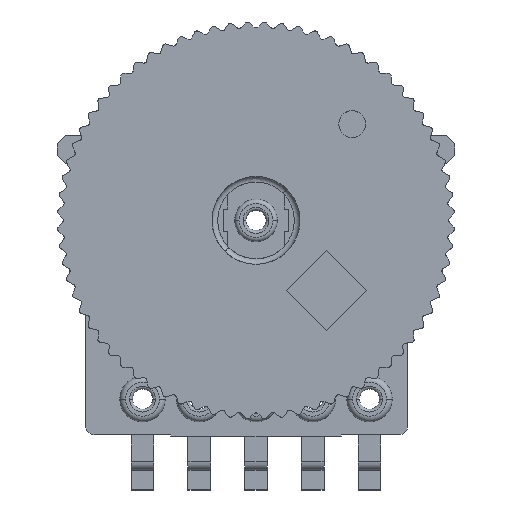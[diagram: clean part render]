
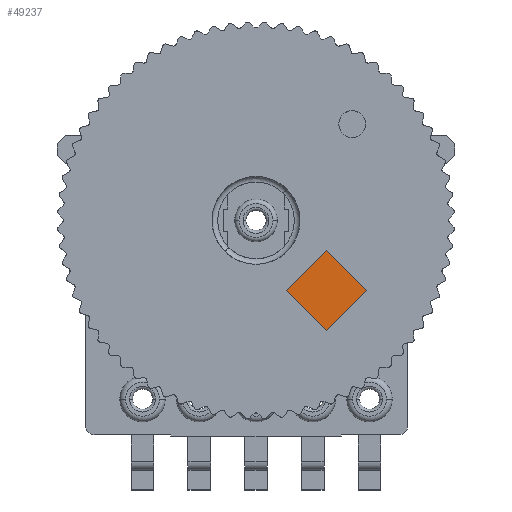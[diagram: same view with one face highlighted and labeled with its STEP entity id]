
A CAD part, top view. The second image highlights one B-rep face of the part: STEP entity #49237.
In plain terms, the highlighted planar face has unit normal (0, 0, 1).
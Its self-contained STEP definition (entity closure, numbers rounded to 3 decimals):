
#49237 = ADVANCED_FACE('',(#49238),#49252,.T.);
#49238 = FACE_BOUND('',#49239,.T.);
#49239 = EDGE_LOOP('',(#49240,#49275,#49303,#49331));
#49240 = ORIENTED_EDGE('',*,*,#49241,.T.);
#49241 = EDGE_CURVE('',#49242,#49244,#49246,.T.);
#49242 = VERTEX_POINT('',#49243);
#49243 = CARTESIAN_POINT('',(2.475,-1.061,1.75));
#49244 = VERTEX_POINT('',#49245);
#49245 = CARTESIAN_POINT('',(1.061,-2.475,1.75));
#49246 = SURFACE_CURVE('',#49247,(#49251,#49263),.PCURVE_S1.);
#49247 = LINE('',#49248,#49249);
#49248 = CARTESIAN_POINT('',(2.475,-1.061,1.75));
#49249 = VECTOR('',#49250,1.);
#49250 = DIRECTION('',(-0.707,-0.707,0.));
#49251 = PCURVE('',#49252,#49257);
#49252 = PLANE('',#49253);
#49253 = AXIS2_PLACEMENT_3D('',#49254,#49255,#49256);
#49254 = CARTESIAN_POINT('',(1.061,-2.475,1.75));
#49255 = DIRECTION('',(0.,0.,1.));
#49256 = DIRECTION('',(1.,0.,-0.));
#49257 = DEFINITIONAL_REPRESENTATION('',(#49258),#49262);
#49258 = LINE('',#49259,#49260);
#49259 = CARTESIAN_POINT('',(1.414,1.414));
#49260 = VECTOR('',#49261,1.);
#49261 = DIRECTION('',(-0.707,-0.707));
#49262 = ( GEOMETRIC_REPRESENTATION_CONTEXT(2) 
PARAMETRIC_REPRESENTATION_CONTEXT() REPRESENTATION_CONTEXT('2D SPACE',''
  ) );
#49263 = PCURVE('',#49264,#49269);
#49264 = PLANE('',#49265);
#49265 = AXIS2_PLACEMENT_3D('',#49266,#49267,#49268);
#49266 = CARTESIAN_POINT('',(2.475,-1.061,1.75));
#49267 = DIRECTION('',(-0.707,0.707,0.));
#49268 = DIRECTION('',(-0.707,-0.707,0.));
#49269 = DEFINITIONAL_REPRESENTATION('',(#49270),#49274);
#49270 = LINE('',#49271,#49272);
#49271 = CARTESIAN_POINT('',(0.,0.));
#49272 = VECTOR('',#49273,1.);
#49273 = DIRECTION('',(1.,0.));
#49274 = ( GEOMETRIC_REPRESENTATION_CONTEXT(2) 
PARAMETRIC_REPRESENTATION_CONTEXT() REPRESENTATION_CONTEXT('2D SPACE',''
  ) );
#49275 = ORIENTED_EDGE('',*,*,#49276,.T.);
#49276 = EDGE_CURVE('',#49244,#49277,#49279,.T.);
#49277 = VERTEX_POINT('',#49278);
#49278 = CARTESIAN_POINT('',(2.475,-3.889,1.75));
#49279 = SURFACE_CURVE('',#49280,(#49284,#49291),.PCURVE_S1.);
#49280 = LINE('',#49281,#49282);
#49281 = CARTESIAN_POINT('',(1.061,-2.475,1.75));
#49282 = VECTOR('',#49283,1.);
#49283 = DIRECTION('',(0.707,-0.707,0.));
#49284 = PCURVE('',#49252,#49285);
#49285 = DEFINITIONAL_REPRESENTATION('',(#49286),#49290);
#49286 = LINE('',#49287,#49288);
#49287 = CARTESIAN_POINT('',(0.,0.));
#49288 = VECTOR('',#49289,1.);
#49289 = DIRECTION('',(0.707,-0.707));
#49290 = ( GEOMETRIC_REPRESENTATION_CONTEXT(2) 
PARAMETRIC_REPRESENTATION_CONTEXT() REPRESENTATION_CONTEXT('2D SPACE',''
  ) );
#49291 = PCURVE('',#49292,#49297);
#49292 = PLANE('',#49293);
#49293 = AXIS2_PLACEMENT_3D('',#49294,#49295,#49296);
#49294 = CARTESIAN_POINT('',(1.061,-2.475,1.75));
#49295 = DIRECTION('',(-0.707,-0.707,0.));
#49296 = DIRECTION('',(0.707,-0.707,0.));
#49297 = DEFINITIONAL_REPRESENTATION('',(#49298),#49302);
#49298 = LINE('',#49299,#49300);
#49299 = CARTESIAN_POINT('',(0.,0.));
#49300 = VECTOR('',#49301,1.);
#49301 = DIRECTION('',(1.,0.));
#49302 = ( GEOMETRIC_REPRESENTATION_CONTEXT(2) 
PARAMETRIC_REPRESENTATION_CONTEXT() REPRESENTATION_CONTEXT('2D SPACE',''
  ) );
#49303 = ORIENTED_EDGE('',*,*,#49304,.T.);
#49304 = EDGE_CURVE('',#49277,#49305,#49307,.T.);
#49305 = VERTEX_POINT('',#49306);
#49306 = CARTESIAN_POINT('',(3.889,-2.475,1.75));
#49307 = SURFACE_CURVE('',#49308,(#49312,#49319),.PCURVE_S1.);
#49308 = LINE('',#49309,#49310);
#49309 = CARTESIAN_POINT('',(2.475,-3.889,1.75));
#49310 = VECTOR('',#49311,1.);
#49311 = DIRECTION('',(0.707,0.707,0.));
#49312 = PCURVE('',#49252,#49313);
#49313 = DEFINITIONAL_REPRESENTATION('',(#49314),#49318);
#49314 = LINE('',#49315,#49316);
#49315 = CARTESIAN_POINT('',(1.414,-1.414));
#49316 = VECTOR('',#49317,1.);
#49317 = DIRECTION('',(0.707,0.707));
#49318 = ( GEOMETRIC_REPRESENTATION_CONTEXT(2) 
PARAMETRIC_REPRESENTATION_CONTEXT() REPRESENTATION_CONTEXT('2D SPACE',''
  ) );
#49319 = PCURVE('',#49320,#49325);
#49320 = PLANE('',#49321);
#49321 = AXIS2_PLACEMENT_3D('',#49322,#49323,#49324);
#49322 = CARTESIAN_POINT('',(2.475,-3.889,1.75));
#49323 = DIRECTION('',(0.707,-0.707,0.));
#49324 = DIRECTION('',(0.707,0.707,0.));
#49325 = DEFINITIONAL_REPRESENTATION('',(#49326),#49330);
#49326 = LINE('',#49327,#49328);
#49327 = CARTESIAN_POINT('',(0.,0.));
#49328 = VECTOR('',#49329,1.);
#49329 = DIRECTION('',(1.,0.));
#49330 = ( GEOMETRIC_REPRESENTATION_CONTEXT(2) 
PARAMETRIC_REPRESENTATION_CONTEXT() REPRESENTATION_CONTEXT('2D SPACE',''
  ) );
#49331 = ORIENTED_EDGE('',*,*,#49332,.T.);
#49332 = EDGE_CURVE('',#49305,#49242,#49333,.T.);
#49333 = SURFACE_CURVE('',#49334,(#49338,#49345),.PCURVE_S1.);
#49334 = LINE('',#49335,#49336);
#49335 = CARTESIAN_POINT('',(3.889,-2.475,1.75));
#49336 = VECTOR('',#49337,1.);
#49337 = DIRECTION('',(-0.707,0.707,0.));
#49338 = PCURVE('',#49252,#49339);
#49339 = DEFINITIONAL_REPRESENTATION('',(#49340),#49344);
#49340 = LINE('',#49341,#49342);
#49341 = CARTESIAN_POINT('',(2.828,0.));
#49342 = VECTOR('',#49343,1.);
#49343 = DIRECTION('',(-0.707,0.707));
#49344 = ( GEOMETRIC_REPRESENTATION_CONTEXT(2) 
PARAMETRIC_REPRESENTATION_CONTEXT() REPRESENTATION_CONTEXT('2D SPACE',''
  ) );
#49345 = PCURVE('',#49346,#49351);
#49346 = PLANE('',#49347);
#49347 = AXIS2_PLACEMENT_3D('',#49348,#49349,#49350);
#49348 = CARTESIAN_POINT('',(3.889,-2.475,1.75));
#49349 = DIRECTION('',(0.707,0.707,0.));
#49350 = DIRECTION('',(-0.707,0.707,0.));
#49351 = DEFINITIONAL_REPRESENTATION('',(#49352),#49356);
#49352 = LINE('',#49353,#49354);
#49353 = CARTESIAN_POINT('',(0.,0.));
#49354 = VECTOR('',#49355,1.);
#49355 = DIRECTION('',(1.,0.));
#49356 = ( GEOMETRIC_REPRESENTATION_CONTEXT(2) 
PARAMETRIC_REPRESENTATION_CONTEXT() REPRESENTATION_CONTEXT('2D SPACE',''
  ) );
